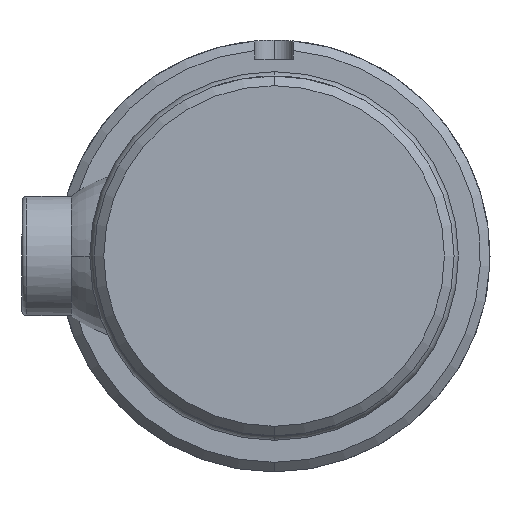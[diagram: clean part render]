
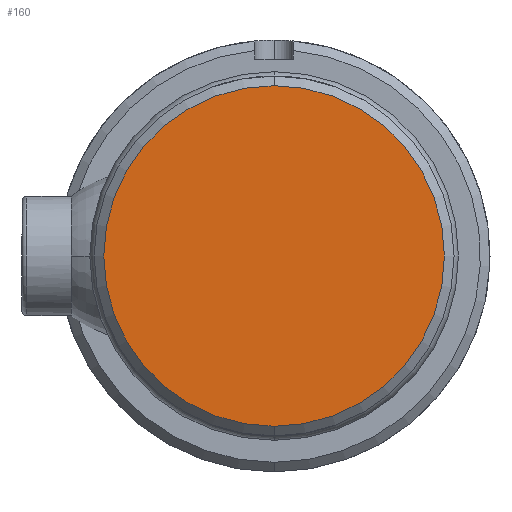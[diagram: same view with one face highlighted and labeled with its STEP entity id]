
A CAD part, left-side view. The second image highlights one B-rep face of the part: STEP entity #160.
In plain terms, the highlighted planar face has unit normal (-1, 0, 0).
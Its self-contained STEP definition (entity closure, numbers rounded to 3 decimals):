
#112 = CIRCLE ( 'NONE', #380, 35.5 ) ;
#160 = ADVANCED_FACE ( 'NONE', ( #2496 ), #1530, .F. ) ;
#174 = DIRECTION ( 'NONE',  ( 0., 0., -1. ) ) ;
#292 = DIRECTION ( 'NONE',  ( 1., 0., 0. ) ) ;
#380 = AXIS2_PLACEMENT_3D ( 'NONE', #2592, #1397, #174 ) ;
#450 = CIRCLE ( 'NONE', #807, 35.5 ) ;
#769 = DIRECTION ( 'NONE',  ( -1., 0., 0. ) ) ;
#807 = AXIS2_PLACEMENT_3D ( 'NONE', #1988, #769, #2197 ) ;
#1017 = VERTEX_POINT ( 'NONE', #2562 ) ;
#1357 = ORIENTED_EDGE ( 'NONE', *, *, #2085, .T. ) ;
#1397 = DIRECTION ( 'NONE',  ( -1., 0., 0. ) ) ;
#1429 = VERTEX_POINT ( 'NONE', #2012 ) ;
#1447 = ORIENTED_EDGE ( 'NONE', *, *, #2274, .T. ) ;
#1530 = PLANE ( 'NONE',  #1829 ) ;
#1729 = DIRECTION ( 'NONE',  ( 0., 0., -1. ) ) ;
#1829 = AXIS2_PLACEMENT_3D ( 'NONE', #2518, #292, #1729 ) ;
#1988 = CARTESIAN_POINT ( 'NONE',  ( 0., 0., 0. ) ) ;
#2012 = CARTESIAN_POINT ( 'NONE',  ( 0., 0., 35.5 ) ) ;
#2085 = EDGE_CURVE ( 'NONE', #1429, #1017, #450, .T. ) ;
#2197 = DIRECTION ( 'NONE',  ( 0., 0., -1. ) ) ;
#2274 = EDGE_CURVE ( 'NONE', #1017, #1429, #112, .T. ) ;
#2496 = FACE_OUTER_BOUND ( 'NONE', #2517, .T. ) ;
#2517 = EDGE_LOOP ( 'NONE', ( #1447, #1357 ) ) ;
#2518 = CARTESIAN_POINT ( 'NONE',  ( 0., 0., 0. ) ) ;
#2562 = CARTESIAN_POINT ( 'NONE',  ( 0., 0., -35.5 ) ) ;
#2592 = CARTESIAN_POINT ( 'NONE',  ( 0., 0., 0. ) ) ;
